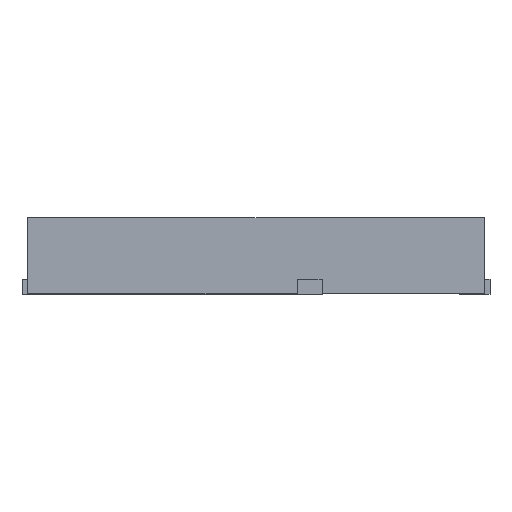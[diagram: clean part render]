
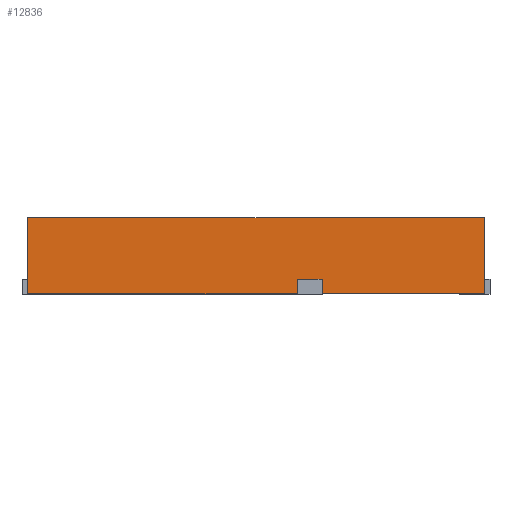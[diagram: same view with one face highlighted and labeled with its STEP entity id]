
A CAD part, left-side view. The second image highlights one B-rep face of the part: STEP entity #12836.
In plain terms, the highlighted planar face has unit normal (-1, 0, 0).
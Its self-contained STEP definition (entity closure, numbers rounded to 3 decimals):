
#99 = CARTESIAN_POINT ( 'NONE',  ( -2.6, -3., 1.01 ) ) ;
#394 = CARTESIAN_POINT ( 'NONE',  ( -2.6, -0.869, 0.01 ) ) ;
#453 = VECTOR ( 'NONE', #2079, 1000. ) ;
#533 = DIRECTION ( 'NONE',  ( 0., 0., -1. ) ) ;
#620 = VERTEX_POINT ( 'NONE', #4773 ) ;
#708 = CARTESIAN_POINT ( 'NONE',  ( -2.6, -3., 0.2 ) ) ;
#869 = VERTEX_POINT ( 'NONE', #13754 ) ;
#1208 = ORIENTED_EDGE ( 'NONE', *, *, #6937, .F. ) ;
#1209 = ORIENTED_EDGE ( 'NONE', *, *, #4097, .T. ) ;
#1691 = VERTEX_POINT ( 'NONE', #13393 ) ;
#1820 = VERTEX_POINT ( 'NONE', #6815 ) ;
#1834 = CARTESIAN_POINT ( 'NONE',  ( -2.6, -3., 0.01 ) ) ;
#2056 = CARTESIAN_POINT ( 'NONE',  ( -2.6, -3., 1.01 ) ) ;
#2079 = DIRECTION ( 'NONE',  ( 0., 0., -1. ) ) ;
#2321 = CARTESIAN_POINT ( 'NONE',  ( -2.6, 3., 0.01 ) ) ;
#2519 = PLANE ( 'NONE',  #10509 ) ;
#2812 = VECTOR ( 'NONE', #14314, 1000. ) ;
#2885 = VERTEX_POINT ( 'NONE', #8146 ) ;
#3394 = LINE ( 'NONE', #708, #9336 ) ;
#3444 = EDGE_LOOP ( 'NONE', ( #6589, #10307, #1208, #6919, #13759, #1209, #8674, #9739 ) ) ;
#3471 = LINE ( 'NONE', #8220, #2812 ) ;
#3895 = CARTESIAN_POINT ( 'NONE',  ( -2.6, -3., 0.01 ) ) ;
#4097 = EDGE_CURVE ( 'NONE', #15445, #620, #10398, .T. ) ;
#4189 = EDGE_CURVE ( 'NONE', #2885, #1820, #3394, .T. ) ;
#4284 = DIRECTION ( 'NONE',  ( 0., -1., 0. ) ) ;
#4420 = CARTESIAN_POINT ( 'NONE',  ( -2.6, -3., 1.01 ) ) ;
#4512 = EDGE_CURVE ( 'NONE', #9138, #869, #14882, .T. ) ;
#4773 = CARTESIAN_POINT ( 'NONE',  ( -2.6, -0.541, 0.01 ) ) ;
#4838 = CARTESIAN_POINT ( 'NONE',  ( -2.6, -0.541, 1.01 ) ) ;
#4959 = DIRECTION ( 'NONE',  ( 0., -1., 0. ) ) ;
#5223 = FACE_OUTER_BOUND ( 'NONE', #3444, .T. ) ;
#5534 = DIRECTION ( 'NONE',  ( 1., 0., 0. ) ) ;
#5808 = LINE ( 'NONE', #4838, #453 ) ;
#5971 = VECTOR ( 'NONE', #4284, 1000. ) ;
#6075 = CARTESIAN_POINT ( 'NONE',  ( -2.6, 3., 1.01 ) ) ;
#6589 = ORIENTED_EDGE ( 'NONE', *, *, #12717, .F. ) ;
#6815 = CARTESIAN_POINT ( 'NONE',  ( -2.6, -0.541, 0.2 ) ) ;
#6919 = ORIENTED_EDGE ( 'NONE', *, *, #15400, .F. ) ;
#6937 = EDGE_CURVE ( 'NONE', #9470, #869, #9413, .T. ) ;
#7372 = LINE ( 'NONE', #6075, #7582 ) ;
#7582 = VECTOR ( 'NONE', #12244, 1000. ) ;
#8146 = CARTESIAN_POINT ( 'NONE',  ( -2.6, -0.869, 0.2 ) ) ;
#8220 = CARTESIAN_POINT ( 'NONE',  ( -2.6, -0.869, 1.01 ) ) ;
#8295 = DIRECTION ( 'NONE',  ( 0., 1., 0. ) ) ;
#8674 = ORIENTED_EDGE ( 'NONE', *, *, #10834, .F. ) ;
#9138 = VERTEX_POINT ( 'NONE', #394 ) ;
#9325 = VECTOR ( 'NONE', #13460, 1000. ) ;
#9336 = VECTOR ( 'NONE', #8295, 1000. ) ;
#9413 = LINE ( 'NONE', #4420, #11699 ) ;
#9470 = VERTEX_POINT ( 'NONE', #2056 ) ;
#9739 = ORIENTED_EDGE ( 'NONE', *, *, #4189, .F. ) ;
#10279 = VECTOR ( 'NONE', #4959, 1000. ) ;
#10307 = ORIENTED_EDGE ( 'NONE', *, *, #4512, .T. ) ;
#10398 = LINE ( 'NONE', #1834, #5971 ) ;
#10509 = AXIS2_PLACEMENT_3D ( 'NONE', #13985, #5534, #533 ) ;
#10834 = EDGE_CURVE ( 'NONE', #1820, #620, #5808, .T. ) ;
#11079 = LINE ( 'NONE', #99, #10279 ) ;
#11699 = VECTOR ( 'NONE', #15491, 1000. ) ;
#12244 = DIRECTION ( 'NONE',  ( 0., 0., -1. ) ) ;
#12513 = EDGE_CURVE ( 'NONE', #1691, #15445, #7372, .T. ) ;
#12717 = EDGE_CURVE ( 'NONE', #9138, #2885, #3471, .T. ) ;
#12836 = ADVANCED_FACE ( 'NONE', ( #5223 ), #2519, .F. ) ;
#13393 = CARTESIAN_POINT ( 'NONE',  ( -2.6, 3., 1.01 ) ) ;
#13460 = DIRECTION ( 'NONE',  ( 0., -1., 0. ) ) ;
#13754 = CARTESIAN_POINT ( 'NONE',  ( -2.6, -3., 0.01 ) ) ;
#13759 = ORIENTED_EDGE ( 'NONE', *, *, #12513, .T. ) ;
#13985 = CARTESIAN_POINT ( 'NONE',  ( -2.6, -3., 1.01 ) ) ;
#14314 = DIRECTION ( 'NONE',  ( 0., 0., 1. ) ) ;
#14882 = LINE ( 'NONE', #3895, #9325 ) ;
#15400 = EDGE_CURVE ( 'NONE', #1691, #9470, #11079, .T. ) ;
#15445 = VERTEX_POINT ( 'NONE', #2321 ) ;
#15491 = DIRECTION ( 'NONE',  ( 0., 0., -1. ) ) ;
